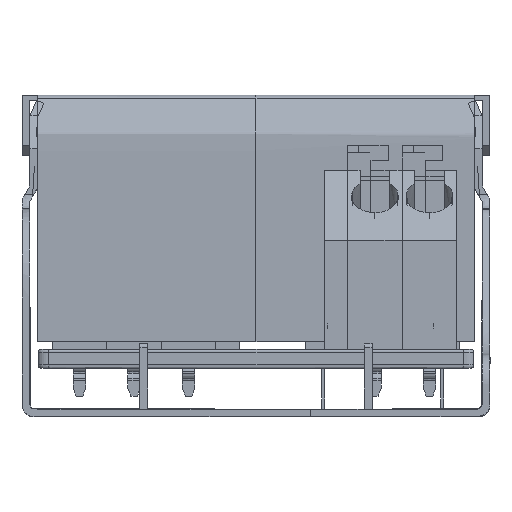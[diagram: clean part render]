
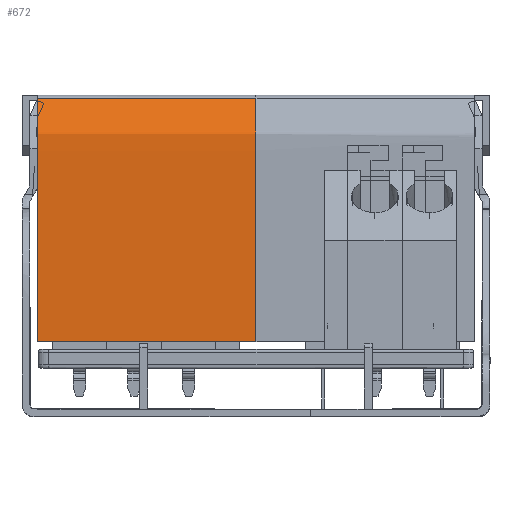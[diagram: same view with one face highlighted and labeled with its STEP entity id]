
A CAD part, left-side view. The second image highlights one B-rep face of the part: STEP entity #672.
In plain terms, the highlighted free-form (B-spline) face has degree [1, 2] with [2, 9] control points.
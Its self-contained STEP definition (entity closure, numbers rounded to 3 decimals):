
#672=ADVANCED_FACE('',(#1347),#10319,.T.);
#1347=FACE_OUTER_BOUND('',#2066,.T.);
#2066=EDGE_LOOP('',(#5137,#5138,#5139,#5140));
#5137=ORIENTED_EDGE('',*,*,#7099,.F.);
#5138=ORIENTED_EDGE('',*,*,#7133,.T.);
#5139=ORIENTED_EDGE('',*,*,#7116,.F.);
#5140=ORIENTED_EDGE('',*,*,#7134,.F.);
#7099=EDGE_CURVE('',#10049,#10050,#7554,.T.);
#7116=EDGE_CURVE('',#10060,#10061,#7557,.T.);
#7133=EDGE_CURVE('',#10049,#10061,#7561,.T.);
#7134=EDGE_CURVE('',#10050,#10060,#7562,.T.);
#7554=(
BOUNDED_CURVE()
B_SPLINE_CURVE(1,(#22119,#22120),.UNSPECIFIED.,.F.,.F.)
B_SPLINE_CURVE_WITH_KNOTS((2,2),(0.,14.034),.UNSPECIFIED.)
CURVE()
GEOMETRIC_REPRESENTATION_ITEM()
RATIONAL_B_SPLINE_CURVE((1.,1.))
REPRESENTATION_ITEM('')
);
#7557=(
BOUNDED_CURVE()
B_SPLINE_CURVE(1,(#22159,#22160),.UNSPECIFIED.,.F.,.F.)
B_SPLINE_CURVE_WITH_KNOTS((2,2),(0.,14.034),.UNSPECIFIED.)
CURVE()
GEOMETRIC_REPRESENTATION_ITEM()
RATIONAL_B_SPLINE_CURVE((1.,1.))
REPRESENTATION_ITEM('')
);
#7561=(
BOUNDED_CURVE()
B_SPLINE_CURVE(2,(#22204,#22205,#22206,#22207,#22208,#22209,#22210,#22211,
#22212),.UNSPECIFIED.,.F.,.F.)
B_SPLINE_CURVE_WITH_KNOTS((3,2,2,2,3),(-527.372,-517.283,
-508.307,-507.532,-503.345),.UNSPECIFIED.)
CURVE()
GEOMETRIC_REPRESENTATION_ITEM()
RATIONAL_B_SPLINE_CURVE((1.,1.,1.,1.,1.,0.924,1.,1.,1.))
REPRESENTATION_ITEM('')
);
#7562=(
BOUNDED_CURVE()
B_SPLINE_CURVE(2,(#22213,#22214,#22215,#22216,#22217,#22218,#22219,#22220,
#22221),.UNSPECIFIED.,.F.,.F.)
B_SPLINE_CURVE_WITH_KNOTS((3,2,2,2,3),(-527.372,-517.283,
-508.307,-507.532,-503.345),.UNSPECIFIED.)
CURVE()
GEOMETRIC_REPRESENTATION_ITEM()
RATIONAL_B_SPLINE_CURVE((1.,1.,1.,1.,1.,0.924,1.,1.,1.))
REPRESENTATION_ITEM('')
);
#10049=VERTEX_POINT('',#21912);
#10050=VERTEX_POINT('',#21913);
#10060=VERTEX_POINT('',#21923);
#10061=VERTEX_POINT('',#21924);
#10319=(
BOUNDED_SURFACE()
B_SPLINE_SURFACE(1,2,((#21776,#21777,#21778,#21779,#21780,#21781,#21782,
#21783,#21784),(#21785,#21786,#21787,#21788,#21789,#21790,#21791,#21792,
#21793)),.UNSPECIFIED.,.F.,.F.,.F.)
B_SPLINE_SURFACE_WITH_KNOTS((2,2),(3,2,2,2,3),(0.966,15.),
(-527.372,-516.596,-507.01,-506.225,
-503.345),.UNSPECIFIED.)
GEOMETRIC_REPRESENTATION_ITEM()
RATIONAL_B_SPLINE_SURFACE(((1.,1.,1.,1.,1.,0.924,1.,1.,1.),
(1.,1.,1.,1.,1.,0.924,1.,1.,1.)))
REPRESENTATION_ITEM('')
SURFACE()
);
#21776=CARTESIAN_POINT('',(-65.562,86.791,21.443));
#21777=CARTESIAN_POINT('',(-65.562,86.791,24.913));
#21778=CARTESIAN_POINT('',(-65.562,86.791,28.384));
#21779=CARTESIAN_POINT('',(-65.562,86.791,31.471));
#21780=CARTESIAN_POINT('',(-65.562,86.791,34.558));
#21781=CARTESIAN_POINT('',(-65.562,86.791,34.825));
#21782=CARTESIAN_POINT('',(-65.373,86.791,35.014));
#21783=CARTESIAN_POINT('',(-64.355,86.791,36.032));
#21784=CARTESIAN_POINT('',(-63.337,86.791,37.05));
#21785=CARTESIAN_POINT('',(-65.562,72.758,21.443));
#21786=CARTESIAN_POINT('',(-65.562,72.758,24.913));
#21787=CARTESIAN_POINT('',(-65.562,72.758,28.384));
#21788=CARTESIAN_POINT('',(-65.562,72.758,31.471));
#21789=CARTESIAN_POINT('',(-65.562,72.758,34.558));
#21790=CARTESIAN_POINT('',(-65.562,72.758,34.825));
#21791=CARTESIAN_POINT('',(-65.373,72.758,35.014));
#21792=CARTESIAN_POINT('',(-64.355,72.758,36.032));
#21793=CARTESIAN_POINT('',(-63.337,72.758,37.05));
#21912=CARTESIAN_POINT('',(-65.562,72.758,21.443));
#21913=CARTESIAN_POINT('',(-65.562,86.791,21.443));
#21923=CARTESIAN_POINT('',(-63.337,86.791,37.05));
#21924=CARTESIAN_POINT('',(-63.337,72.758,37.05));
#22119=CARTESIAN_POINT('',(-65.562,72.758,21.443));
#22120=CARTESIAN_POINT('',(-65.562,86.791,21.443));
#22159=CARTESIAN_POINT('',(-63.337,86.791,37.05));
#22160=CARTESIAN_POINT('',(-63.337,72.758,37.05));
#22204=CARTESIAN_POINT('',(-65.562,72.758,21.443));
#22205=CARTESIAN_POINT('',(-65.562,72.758,24.913));
#22206=CARTESIAN_POINT('',(-65.562,72.758,28.384));
#22207=CARTESIAN_POINT('',(-65.562,72.758,31.471));
#22208=CARTESIAN_POINT('',(-65.562,72.758,34.558));
#22209=CARTESIAN_POINT('',(-65.562,72.758,34.825));
#22210=CARTESIAN_POINT('',(-65.373,72.758,35.014));
#22211=CARTESIAN_POINT('',(-64.355,72.758,36.032));
#22212=CARTESIAN_POINT('',(-63.337,72.758,37.05));
#22213=CARTESIAN_POINT('',(-65.562,86.791,21.443));
#22214=CARTESIAN_POINT('',(-65.562,86.791,24.913));
#22215=CARTESIAN_POINT('',(-65.562,86.791,28.384));
#22216=CARTESIAN_POINT('',(-65.562,86.791,31.471));
#22217=CARTESIAN_POINT('',(-65.562,86.791,34.558));
#22218=CARTESIAN_POINT('',(-65.562,86.791,34.825));
#22219=CARTESIAN_POINT('',(-65.373,86.791,35.014));
#22220=CARTESIAN_POINT('',(-64.355,86.791,36.032));
#22221=CARTESIAN_POINT('',(-63.337,86.791,37.05));
